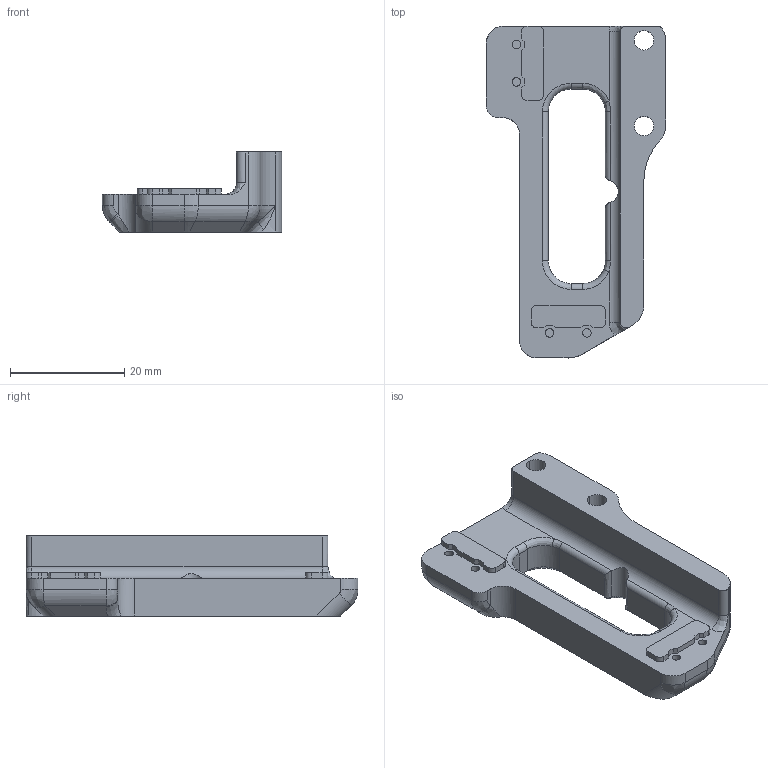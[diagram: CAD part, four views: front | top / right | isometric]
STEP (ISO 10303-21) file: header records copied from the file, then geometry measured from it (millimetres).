
FILE_DESCRIPTION (( 'STEP AP214' ), '1' );
FILE_NAME ('Microswitch Endstop Pod (FUF HOLE).STEP', '2020-12-22T23:02:38', ( '' ), ( '' ), 'SwSTEP 2.0', 'SolidWorks 2014', '' );
FILE_SCHEMA (( 'AUTOMOTIVE_DESIGN' ));
Length unit declared in the file: millimetre
Products named in the file (2): Microswitch Endstop Pod (FUF HOLE)
Bounding box: 31.35 x 58.05 x 14 mm (x, y, z)
Volume: 8452.4 mm3; surface area: 4698.8 mm2
Topology: 1 solids, 1 shells, 142 faces, 366 edges, 228 vertices
Faces by surface type: plane 57, cylinder 53, bspline 20, cone 8, torus 3, sphere 1
Entity records: 5246 total; most frequent: CARTESIAN_POINT 1912, ORIENTED_EDGE 728, DIRECTION 614, EDGE_CURVE 364, VERTEX_POINT 228, AXIS2_PLACEMENT_3D 207, VECTOR 200, LINE 200
